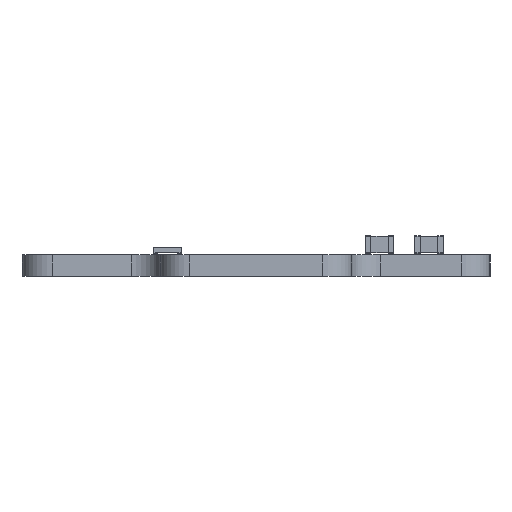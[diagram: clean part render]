
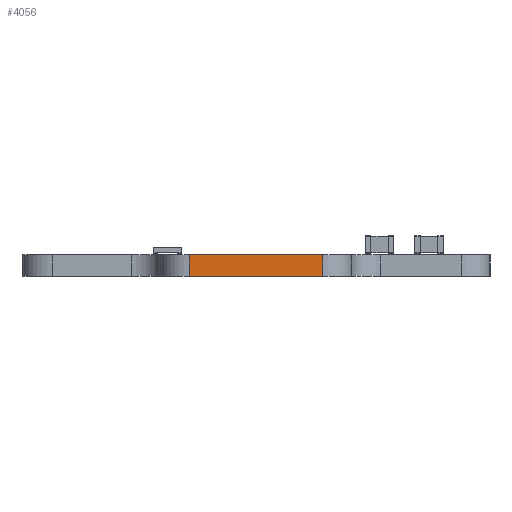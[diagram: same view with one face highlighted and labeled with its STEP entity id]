
A CAD part, left-side view. The second image highlights one B-rep face of the part: STEP entity #4056.
In plain terms, the highlighted planar face has unit normal (-1, 0, 0).
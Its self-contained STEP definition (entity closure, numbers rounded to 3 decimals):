
#1879 = VERTEX_POINT('',#1880);
#1880 = CARTESIAN_POINT('',(80.615,-108.6,0.));
#1887 = EDGE_CURVE('',#1888,#1879,#1890,.T.);
#1888 = VERTEX_POINT('',#1889);
#1889 = CARTESIAN_POINT('',(80.615,-117.9,0.));
#1890 = LINE('',#1891,#1892);
#1891 = CARTESIAN_POINT('',(80.615,-117.9,0.));
#1892 = VECTOR('',#1893,1.);
#1893 = DIRECTION('',(0.,1.,0.));
#2903 = VERTEX_POINT('',#2904);
#2904 = CARTESIAN_POINT('',(80.615,-108.6,1.51));
#2911 = EDGE_CURVE('',#2912,#2903,#2914,.T.);
#2912 = VERTEX_POINT('',#2913);
#2913 = CARTESIAN_POINT('',(80.615,-117.9,1.51));
#2914 = LINE('',#2915,#2916);
#2915 = CARTESIAN_POINT('',(80.615,-117.9,1.51));
#2916 = VECTOR('',#2917,1.);
#2917 = DIRECTION('',(0.,1.,0.));
#4026 = EDGE_CURVE('',#1879,#2903,#4027,.T.);
#4027 = LINE('',#4028,#4029);
#4028 = CARTESIAN_POINT('',(80.615,-108.6,0.));
#4029 = VECTOR('',#4030,1.);
#4030 = DIRECTION('',(0.,0.,1.));
#4056 = ADVANCED_FACE('',(#4057),#4068,.T.);
#4057 = FACE_BOUND('',#4058,.T.);
#4058 = EDGE_LOOP('',(#4059,#4065,#4066,#4067));
#4059 = ORIENTED_EDGE('',*,*,#4060,.T.);
#4060 = EDGE_CURVE('',#1888,#2912,#4061,.T.);
#4061 = LINE('',#4062,#4063);
#4062 = CARTESIAN_POINT('',(80.615,-117.9,0.));
#4063 = VECTOR('',#4064,1.);
#4064 = DIRECTION('',(0.,0.,1.));
#4065 = ORIENTED_EDGE('',*,*,#2911,.T.);
#4066 = ORIENTED_EDGE('',*,*,#4026,.F.);
#4067 = ORIENTED_EDGE('',*,*,#1887,.F.);
#4068 = PLANE('',#4069);
#4069 = AXIS2_PLACEMENT_3D('',#4070,#4071,#4072);
#4070 = CARTESIAN_POINT('',(80.615,-117.9,0.));
#4071 = DIRECTION('',(-1.,0.,0.));
#4072 = DIRECTION('',(0.,1.,0.));
